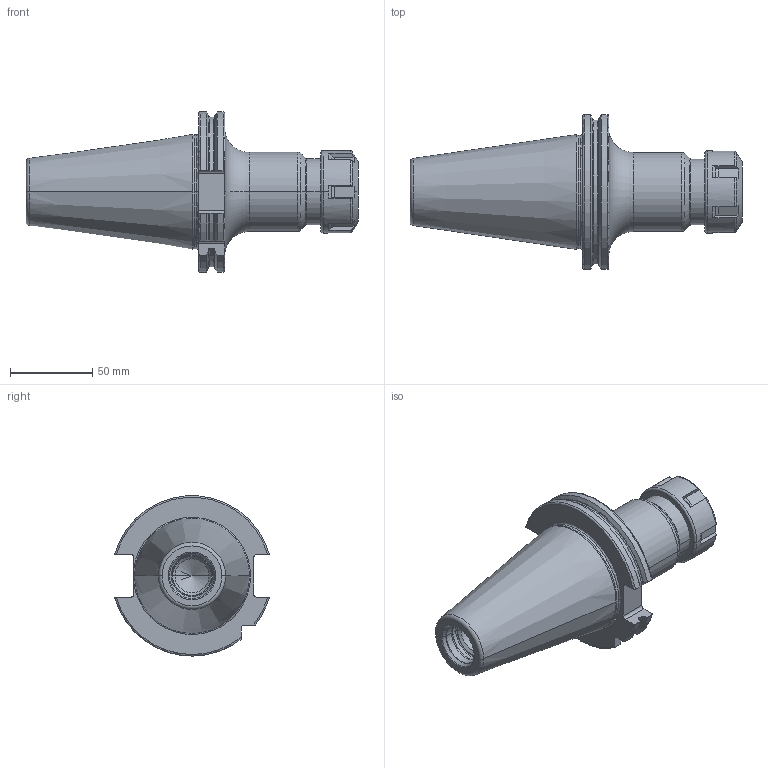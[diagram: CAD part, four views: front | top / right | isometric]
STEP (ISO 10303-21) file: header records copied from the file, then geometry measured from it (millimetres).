
FILE_DESCRIPTION((''),'2;1');
FILE_NAME('50-321-32_ASM','2011-08-31T',('mei'),(''),'PRO/ENGINEER BY PARAMETRIC TECHNOLOGY CORPORATION, 2010430','PRO/ENGINEER BY PARAMETRIC TECHNOLOGY CORPORATION, 2010430','');
FILE_SCHEMA(('CONFIG_CONTROL_DESIGN'));
Length unit declared in the file: millimetre
Products named in the file (3): 50-321-32; 83-912-32; 50-321-32_ASM
Assembly tree (2 placements, depth 2):
  50-321-32_ASM
    50-321-32
    83-912-32
Bounding box: 201.6 x 94 x 97.29 mm (x, y, z)
Volume: 472433.5 mm3; surface area: 62114.2 mm2
Topology: 2 solids, 3 shells, 148 faces, 385 edges, 243 vertices
Faces by surface type: plane 48, torus 38, cylinder 38, cone 24
Entity records: 4946 total; most frequent: CARTESIAN_POINT 1304, ORIENTED_EDGE 762, DIRECTION 743, EDGE_CURVE 383, AXIS2_PLACEMENT_3D 301, VERTEX_POINT 243, EDGE_LOOP 152, FACE_OUTER_BOUND 148
